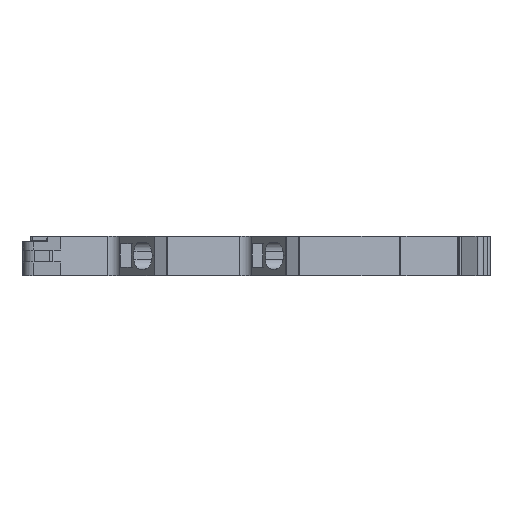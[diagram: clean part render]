
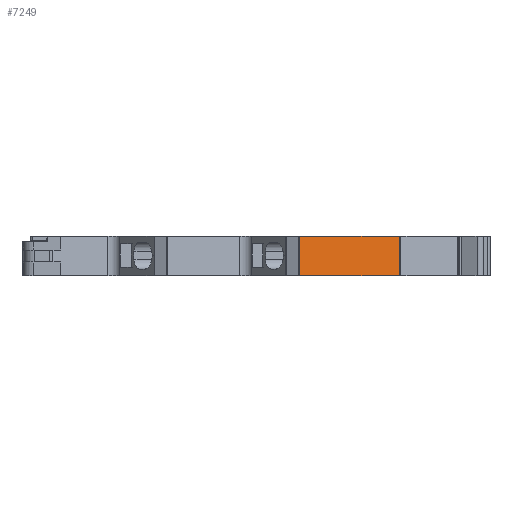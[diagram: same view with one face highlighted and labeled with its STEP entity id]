
A CAD part, left-side view. The second image highlights one B-rep face of the part: STEP entity #7249.
In plain terms, the highlighted planar face has unit normal (-0.927, -0.375, 0).
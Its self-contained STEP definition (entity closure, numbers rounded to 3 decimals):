
#290=DIRECTION('',(0.375,-0.927,0.));
#291=VECTOR('',#290,16.77);
#292=CARTESIAN_POINT('',(-58.969,24.674,-3.1));
#293=LINE('',#292,#291);
#1464=DIRECTION('',(-0.375,0.927,0.));
#1465=VECTOR('',#1464,16.77);
#1466=CARTESIAN_POINT('',(-52.687,9.125,3.1));
#1467=LINE('',#1466,#1465);
#2458=DIRECTION('',(0.,0.,1.));
#2459=VECTOR('',#2458,6.2);
#2460=CARTESIAN_POINT('',(-52.687,9.125,-3.1));
#2461=LINE('',#2460,#2459);
#2479=DIRECTION('',(0.,0.,-1.));
#2480=VECTOR('',#2479,6.2);
#2481=CARTESIAN_POINT('',(-58.969,24.674,3.1));
#2482=LINE('',#2481,#2480);
#4795=CARTESIAN_POINT('',(-58.969,24.674,-3.1));
#4796=VERTEX_POINT('',#4795);
#4797=CARTESIAN_POINT('',(-52.687,9.125,-3.1));
#4798=VERTEX_POINT('',#4797);
#5169=CARTESIAN_POINT('',(-52.687,9.125,3.1));
#5170=VERTEX_POINT('',#5169);
#5171=CARTESIAN_POINT('',(-58.969,24.674,3.1));
#5172=VERTEX_POINT('',#5171);
#7237=CARTESIAN_POINT('',(-58.969,24.674,-3.1));
#7238=DIRECTION('',(-0.927,-0.375,0.));
#7239=DIRECTION('',(0.375,-0.927,0.));
#7240=AXIS2_PLACEMENT_3D('',#7237,#7238,#7239);
#7241=PLANE('',#7240);
#7242=ORIENTED_EDGE('',*,*,#5663,.F.);
#7244=ORIENTED_EDGE('',*,*,#7243,.F.);
#7245=ORIENTED_EDGE('',*,*,#6101,.F.);
#7246=ORIENTED_EDGE('',*,*,#7230,.F.);
#7247=EDGE_LOOP('',(#7242,#7244,#7245,#7246));
#7248=FACE_OUTER_BOUND('',#7247,.F.);
#7249=ADVANCED_FACE('',(#7248),#7241,.T.);
#5663=EDGE_CURVE('',#4796,#4798,#293,.T.);
#6101=EDGE_CURVE('',#5170,#5172,#1467,.T.);
#7230=EDGE_CURVE('',#4798,#5170,#2461,.T.);
#7243=EDGE_CURVE('',#5172,#4796,#2482,.T.);
